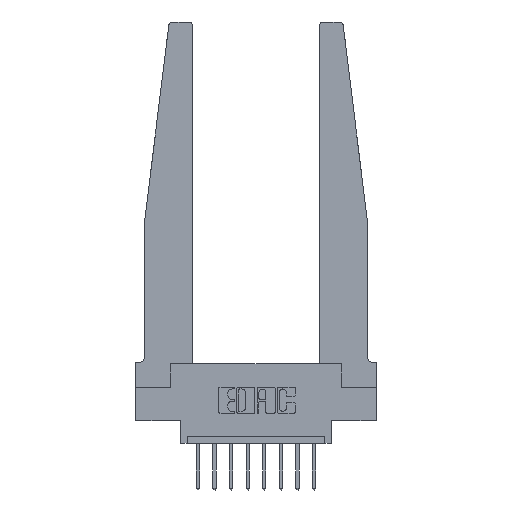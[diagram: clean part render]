
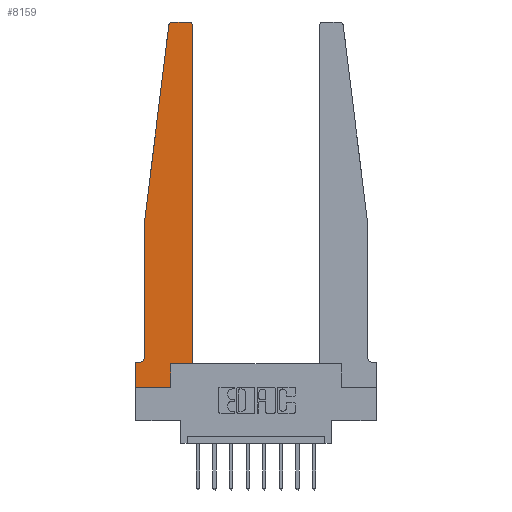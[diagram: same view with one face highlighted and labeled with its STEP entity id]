
A CAD part, top view. The second image highlights one B-rep face of the part: STEP entity #8159.
In plain terms, the highlighted planar face has unit normal (0, 0, 1).
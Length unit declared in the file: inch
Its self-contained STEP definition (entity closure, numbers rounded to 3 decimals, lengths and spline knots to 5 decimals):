
#26 = LINE ( 'NONE', #13725, #12032 ) ;
#331 = CARTESIAN_POINT ( 'NONE',  ( 0.27653, 2.75, 0.37 ) ) ;
#433 = AXIS2_PLACEMENT_3D ( 'NONE', #3133, #10168, #12299 ) ;
#613 = CARTESIAN_POINT ( 'NONE',  ( 0.2605, 0.18, 0.37 ) ) ;
#1037 = ORIENTED_EDGE ( 'NONE', *, *, #12749, .T. ) ;
#1084 = ORIENTED_EDGE ( 'NONE', *, *, #7559, .T. ) ;
#1373 = DIRECTION ( 'NONE',  ( 1., 0., 0. ) ) ;
#1389 = CIRCLE ( 'NONE', #433, 0.03 ) ;
#1405 = FACE_OUTER_BOUND ( 'NONE', #8205, .T. ) ;
#1420 = VECTOR ( 'NONE', #7322, 39.37008 ) ;
#2152 = VECTOR ( 'NONE', #8508, 39.37008 ) ;
#2305 = CARTESIAN_POINT ( 'NONE',  ( 0.015, 0.2375, 0.37 ) ) ;
#2307 = DIRECTION ( 'NONE',  ( 0., 0., 1. ) ) ;
#2348 = VECTOR ( 'NONE', #8753, 39.37008 ) ;
#2381 = PLANE ( 'NONE',  #12700 ) ;
#2450 = CARTESIAN_POINT ( 'NONE',  ( 0.065, 1.25, 0.37 ) ) ;
#2610 = DIRECTION ( 'NONE',  ( 1., 0., 0. ) ) ;
#2735 = DIRECTION ( 'NONE',  ( -0.122, -0.992, 0. ) ) ;
#2806 = DIRECTION ( 'NONE',  ( -1., 0., 0. ) ) ;
#2965 = DIRECTION ( 'NONE',  ( 0., -1., 0. ) ) ;
#3107 = CARTESIAN_POINT ( 'NONE',  ( 0.065, 1.25, 0.37 ) ) ;
#3133 = CARTESIAN_POINT ( 'NONE',  ( 0.395, 2.72, 0.37 ) ) ;
#3243 = VERTEX_POINT ( 'NONE', #8718 ) ;
#3359 = VERTEX_POINT ( 'NONE', #11242 ) ;
#3430 = EDGE_CURVE ( 'NONE', #10185, #14622, #5468, .T. ) ;
#3478 = VERTEX_POINT ( 'NONE', #5928 ) ;
#3682 = VECTOR ( 'NONE', #5593, 39.37008 ) ;
#3777 = CARTESIAN_POINT ( 'NONE',  ( 0.065, 1.25, 0.37 ) ) ;
#3939 = LINE ( 'NONE', #6295, #11057 ) ;
#4156 = LINE ( 'NONE', #3107, #3682 ) ;
#4321 = CIRCLE ( 'NONE', #4803, 0.03 ) ;
#4457 = DIRECTION ( 'NONE',  ( 0., 1., 0. ) ) ;
#4506 = DIRECTION ( 'NONE',  ( 1., 0., 0. ) ) ;
#4685 = LINE ( 'NONE', #8020, #8176 ) ;
#4803 = AXIS2_PLACEMENT_3D ( 'NONE', #8882, #6645, #4506 ) ;
#5065 = ORIENTED_EDGE ( 'NONE', *, *, #6778, .T. ) ;
#5468 = LINE ( 'NONE', #8124, #10737 ) ;
#5530 = VERTEX_POINT ( 'NONE', #14534 ) ;
#5593 = DIRECTION ( 'NONE',  ( 0., -1., 0. ) ) ;
#5715 = DIRECTION ( 'NONE',  ( 0., 1., 0. ) ) ;
#5928 = CARTESIAN_POINT ( 'NONE',  ( 0., 0.1875, 0.37 ) ) ;
#5960 = CARTESIAN_POINT ( 'NONE',  ( 0.065, 0.1875, 0.37 ) ) ;
#6288 = LINE ( 'NONE', #13164, #2348 ) ;
#6295 = CARTESIAN_POINT ( 'NONE',  ( 0., 0., 0.37 ) ) ;
#6379 = VERTEX_POINT ( 'NONE', #13626 ) ;
#6531 = CARTESIAN_POINT ( 'NONE',  ( 0.2605, 0., 0.37 ) ) ;
#6645 = DIRECTION ( 'NONE',  ( 0., 0., 1. ) ) ;
#6778 = EDGE_CURVE ( 'NONE', #6379, #5530, #1389, .T. ) ;
#6871 = EDGE_CURVE ( 'NONE', #10692, #12293, #8835, .T. ) ;
#6974 = ORIENTED_EDGE ( 'NONE', *, *, #7351, .T. ) ;
#7322 = DIRECTION ( 'NONE',  ( -1., 0., 0. ) ) ;
#7351 = EDGE_CURVE ( 'NONE', #12293, #3478, #10800, .T. ) ;
#7441 = EDGE_CURVE ( 'NONE', #14622, #3359, #9958, .T. ) ;
#7559 = EDGE_CURVE ( 'NONE', #13919, #11386, #4321, .T. ) ;
#7628 = CARTESIAN_POINT ( 'NONE',  ( 0.425, 0.18, 0.37 ) ) ;
#7940 = CARTESIAN_POINT ( 'NONE',  ( 0.065, 0.2375, 0.37 ) ) ;
#8020 = CARTESIAN_POINT ( 'NONE',  ( 0.425, 0.18, 0.37 ) ) ;
#8034 = DIRECTION ( 'NONE',  ( 0., 0., -1. ) ) ;
#8124 = CARTESIAN_POINT ( 'NONE',  ( 0.2605, 0.18, 0.37 ) ) ;
#8159 = ADVANCED_FACE ( 'NONE', ( #1405 ), #2381, .T. ) ;
#8176 = VECTOR ( 'NONE', #4457, 39.37008 ) ;
#8205 = EDGE_LOOP ( 'NONE', ( #11368, #1084, #10511, #1037, #14677, #6974, #12082, #12840, #9882, #8490, #13234, #5065 ) ) ;
#8490 = ORIENTED_EDGE ( 'NONE', *, *, #7441, .T. ) ;
#8508 = DIRECTION ( 'NONE',  ( 1., 0., 0. ) ) ;
#8675 = LINE ( 'NONE', #3777, #12841 ) ;
#8718 = CARTESIAN_POINT ( 'NONE',  ( 0., 0., 0.37 ) ) ;
#8753 = DIRECTION ( 'NONE',  ( -1., 0., 0. ) ) ;
#8835 = CIRCLE ( 'NONE', #12249, 0.05 ) ;
#8882 = CARTESIAN_POINT ( 'NONE',  ( 0.27653, 2.72, 0.37 ) ) ;
#9255 = VERTEX_POINT ( 'NONE', #2450 ) ;
#9637 = EDGE_CURVE ( 'NONE', #5530, #13919, #6288, .T. ) ;
#9882 = ORIENTED_EDGE ( 'NONE', *, *, #3430, .T. ) ;
#9958 = LINE ( 'NONE', #7628, #2152 ) ;
#10007 = EDGE_CURVE ( 'NONE', #3243, #10185, #26, .T. ) ;
#10168 = DIRECTION ( 'NONE',  ( 0., 0., 1. ) ) ;
#10185 = VERTEX_POINT ( 'NONE', #6531 ) ;
#10223 = EDGE_CURVE ( 'NONE', #3359, #6379, #4685, .T. ) ;
#10511 = ORIENTED_EDGE ( 'NONE', *, *, #11526, .T. ) ;
#10692 = VERTEX_POINT ( 'NONE', #7940 ) ;
#10737 = VECTOR ( 'NONE', #5715, 39.37008 ) ;
#10800 = LINE ( 'NONE', #5960, #1420 ) ;
#11057 = VECTOR ( 'NONE', #2965, 39.37008 ) ;
#11242 = CARTESIAN_POINT ( 'NONE',  ( 0.425, 0.18, 0.37 ) ) ;
#11247 = EDGE_CURVE ( 'NONE', #3478, #3243, #3939, .T. ) ;
#11368 = ORIENTED_EDGE ( 'NONE', *, *, #9637, .T. ) ;
#11386 = VERTEX_POINT ( 'NONE', #12284 ) ;
#11526 = EDGE_CURVE ( 'NONE', #11386, #9255, #8675, .T. ) ;
#12032 = VECTOR ( 'NONE', #1373, 39.37008 ) ;
#12082 = ORIENTED_EDGE ( 'NONE', *, *, #11247, .T. ) ;
#12249 = AXIS2_PLACEMENT_3D ( 'NONE', #2305, #8034, #2806 ) ;
#12284 = CARTESIAN_POINT ( 'NONE',  ( 0.24675, 2.72367, 0.37 ) ) ;
#12293 = VERTEX_POINT ( 'NONE', #12899 ) ;
#12299 = DIRECTION ( 'NONE',  ( 1., 0., 0. ) ) ;
#12700 = AXIS2_PLACEMENT_3D ( 'NONE', #14127, #2307, #2610 ) ;
#12749 = EDGE_CURVE ( 'NONE', #9255, #10692, #4156, .T. ) ;
#12840 = ORIENTED_EDGE ( 'NONE', *, *, #10007, .T. ) ;
#12841 = VECTOR ( 'NONE', #2735, 39.37008 ) ;
#12899 = CARTESIAN_POINT ( 'NONE',  ( 0.015, 0.1875, 0.37 ) ) ;
#13164 = CARTESIAN_POINT ( 'NONE',  ( 0.25, 2.75, 0.37 ) ) ;
#13234 = ORIENTED_EDGE ( 'NONE', *, *, #10223, .T. ) ;
#13626 = CARTESIAN_POINT ( 'NONE',  ( 0.425, 2.72, 0.37 ) ) ;
#13725 = CARTESIAN_POINT ( 'NONE',  ( 0., 0., 0.37 ) ) ;
#13919 = VERTEX_POINT ( 'NONE', #331 ) ;
#14127 = CARTESIAN_POINT ( 'NONE',  ( 0., 0.1875, 0.37 ) ) ;
#14534 = CARTESIAN_POINT ( 'NONE',  ( 0.395, 2.75, 0.37 ) ) ;
#14622 = VERTEX_POINT ( 'NONE', #613 ) ;
#14677 = ORIENTED_EDGE ( 'NONE', *, *, #6871, .T. ) ;
